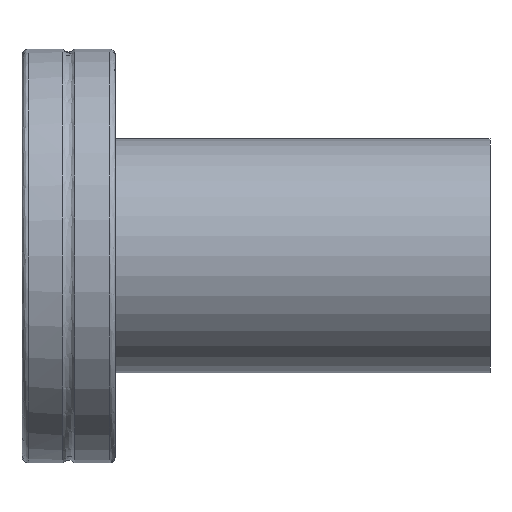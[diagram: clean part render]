
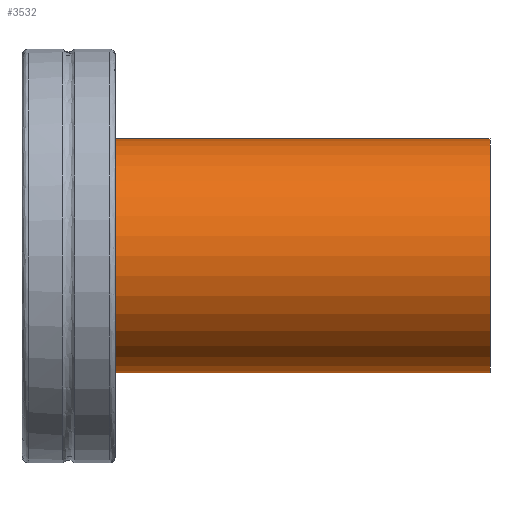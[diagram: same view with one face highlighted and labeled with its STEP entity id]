
A CAD part, front view. The second image highlights one B-rep face of the part: STEP entity #3532.
In plain terms, the highlighted cylindrical face has radius 9.525 mm (diameter 19.05 mm), a full revolution.
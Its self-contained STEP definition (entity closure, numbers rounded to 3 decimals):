
#46 = FACE_OUTER_BOUND ( 'NONE', #1982, .T. ) ;
#125 = CARTESIAN_POINT ( 'NONE',  ( 0., 0., 0. ) ) ;
#442 = EDGE_CURVE ( 'NONE', #2143, #2143, #1134, .T. ) ;
#459 = CIRCLE ( 'NONE', #3347, 9.525 ) ;
#518 = EDGE_CURVE ( 'NONE', #1907, #1907, #459, .T. ) ;
#670 = DIRECTION ( 'NONE',  ( 0., 0., -1. ) ) ;
#783 = CYLINDRICAL_SURFACE ( 'NONE', #3549, 9.525 ) ;
#888 = DIRECTION ( 'NONE',  ( 0., 0., -1. ) ) ;
#1036 = FACE_OUTER_BOUND ( 'NONE', #3482, .T. ) ;
#1134 = CIRCLE ( 'NONE', #2218, 9.525 ) ;
#1410 = ORIENTED_EDGE ( 'NONE', *, *, #442, .T. ) ;
#1419 = CARTESIAN_POINT ( 'NONE',  ( 0., 0., -9.525 ) ) ;
#1431 = ORIENTED_EDGE ( 'NONE', *, *, #518, .T. ) ;
#1597 = DIRECTION ( 'NONE',  ( -1., 0., 0. ) ) ;
#1907 = VERTEX_POINT ( 'NONE', #1981 ) ;
#1981 = CARTESIAN_POINT ( 'NONE',  ( 33.65, 0., -9.525 ) ) ;
#1982 = EDGE_LOOP ( 'NONE', ( #1410 ) ) ;
#2143 = VERTEX_POINT ( 'NONE', #1419 ) ;
#2218 = AXIS2_PLACEMENT_3D ( 'NONE', #125, #2330, #670 ) ;
#2287 = CARTESIAN_POINT ( 'NONE',  ( 16.825, 0., 0. ) ) ;
#2330 = DIRECTION ( 'NONE',  ( 1., 0., 0. ) ) ;
#2417 = CARTESIAN_POINT ( 'NONE',  ( 33.65, 0., 0. ) ) ;
#2874 = DIRECTION ( 'NONE',  ( 1., 0., 0. ) ) ;
#3347 = AXIS2_PLACEMENT_3D ( 'NONE', #2417, #1597, #3546 ) ;
#3482 = EDGE_LOOP ( 'NONE', ( #1431 ) ) ;
#3532 = ADVANCED_FACE ( 'NONE', ( #1036, #46 ), #783, .T. ) ;
#3546 = DIRECTION ( 'NONE',  ( 0., 0., -1. ) ) ;
#3549 = AXIS2_PLACEMENT_3D ( 'NONE', #2287, #2874, #888 ) ;
